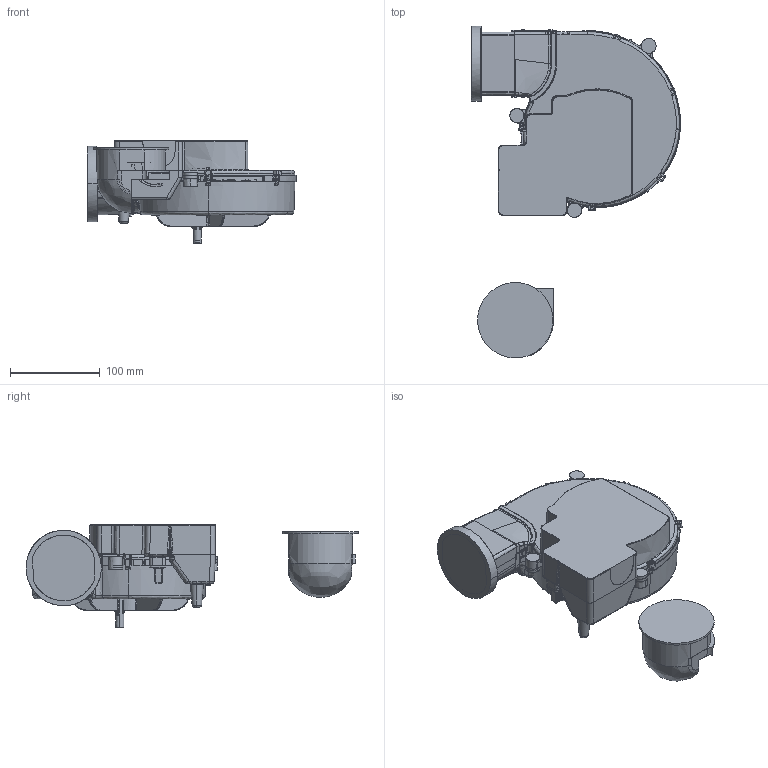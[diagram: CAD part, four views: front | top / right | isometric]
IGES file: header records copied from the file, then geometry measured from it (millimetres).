
Global section: file name: ER-EC; native system: AutoCAD 2018 - Deutsch (German); preprocessor: Autodesk Translation Framework DWG producer (atf_dwg_producer); organization: unknown; date: 20190802.085300; units: millimetre
Bounding box: 232.96 x 370 x 114 mm (x, y, z)
Volume: 98694.9 mm3; surface area: 348573.4 mm2
Topology: 1 solids, 1 shells, 3485 faces, 37560 edges, 37462 vertices
Faces by surface type: bspline 1768, revolution 1717
